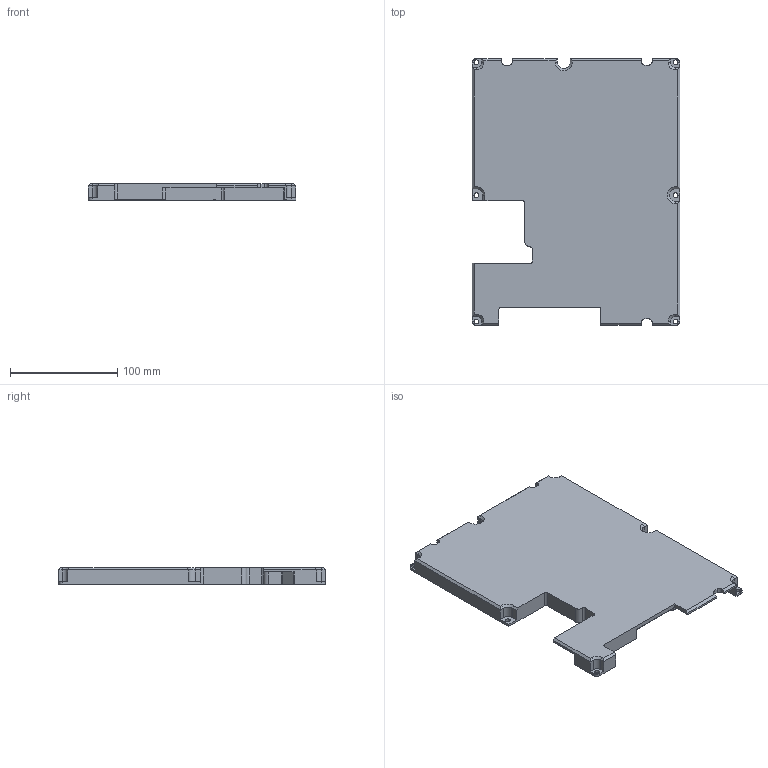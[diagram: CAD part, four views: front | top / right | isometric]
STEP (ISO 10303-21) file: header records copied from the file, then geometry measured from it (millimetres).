
FILE_DESCRIPTION (( 'STEP AP203' ), '1' );
FILE_NAME ('720-849-A.STEP', '2017-07-11T00:24:21', ( '' ), ( '' ), 'SwSTEP 2.0', 'SolidWorks 2014', '' );
FILE_SCHEMA (( 'CONFIG_CONTROL_DESIGN' ));
Length unit declared in the file: millimetre
Products named in the file (2): 720-849-A
Bounding box: 194.1 x 249 x 15.4 mm (x, y, z)
Volume: 349713.5 mm3; surface area: 131176.4 mm2
Topology: 1 solids, 1 shells, 641 faces, 1752 edges, 1094 vertices
Faces by surface type: cylinder 279, plane 277, cone 85
Entity records: 19912 total; most frequent: DIRECTION 3533, CARTESIAN_POINT 3411, ORIENTED_EDGE 3348, EDGE_CURVE 1674, AXIS2_PLACEMENT_3D 1216, LINE 1101, VECTOR 1101, VERTEX_POINT 1094
